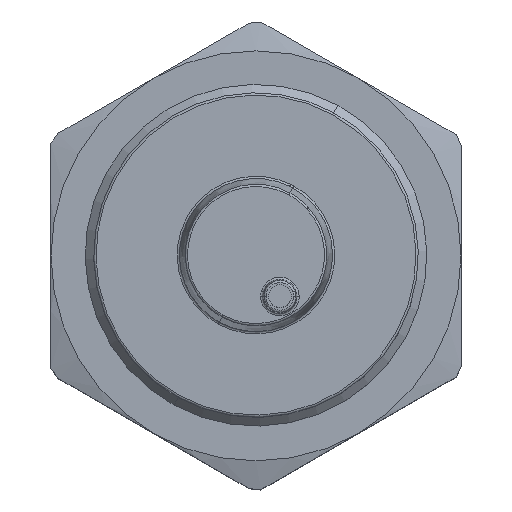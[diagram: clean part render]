
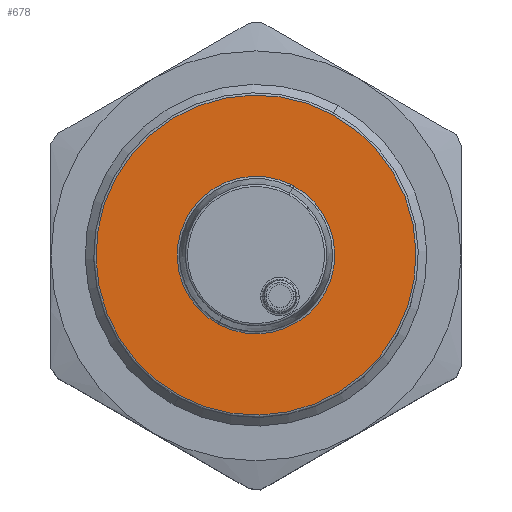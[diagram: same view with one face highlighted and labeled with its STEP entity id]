
A CAD part, top view. The second image highlights one B-rep face of the part: STEP entity #678.
In plain terms, the highlighted planar face has unit normal (0, 0, 1).
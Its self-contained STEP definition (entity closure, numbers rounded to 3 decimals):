
#678=ADVANCED_FACE('PartBody',(#1892,#1893),#1894,.F.);
#1892=FACE_OUTER_BOUND('',#3652,.T.);
#1893=FACE_BOUND('',#3653,.T.);
#1894=PLANE('',#3654);
#3652=EDGE_LOOP('',(#5574,#5575));
#3653=EDGE_LOOP('',(#5576,#5577,#5578));
#3654=AXIS2_PLACEMENT_3D('',#5579,#5580,#5581);
#5574=ORIENTED_EDGE('',*,*,#10911,.F.);
#5575=ORIENTED_EDGE('',*,*,#10912,.F.);
#5576=ORIENTED_EDGE('',*,*,#10904,.F.);
#5577=ORIENTED_EDGE('',*,*,#10800,.F.);
#5578=ORIENTED_EDGE('',*,*,#10909,.F.);
#5579=CARTESIAN_POINT('',(0.0,6.75,58.3));
#5580=DIRECTION('',(0.0,0.0,-1.0));
#5581=DIRECTION('',(0.0,-1.0,0.0));
#10800=EDGE_CURVE('',#12984,#12987,#12988,.F.);
#10904=EDGE_CURVE('',#12987,#13136,#13137,.F.);
#10909=EDGE_CURVE('',#13136,#12984,#13142,.F.);
#10911=EDGE_CURVE('',#13144,#13145,#13146,.T.);
#10912=EDGE_CURVE('',#13145,#13144,#13147,.T.);
#12984=VERTEX_POINT('',#16221);
#12987=VERTEX_POINT('',#16224);
#12988=CIRCLE('',#16225,6.918);
#13136=VERTEX_POINT('',#16428);
#13137=CIRCLE('',#16429,6.918);
#13142=CIRCLE('',#16434,6.918);
#13144=VERTEX_POINT('',#16436);
#13145=VERTEX_POINT('',#16437);
#13146=CIRCLE('',#16438,14.05);
#13147=CIRCLE('',#16439,14.05);
#16221=CARTESIAN_POINT('',(3.038,6.215,58.3));
#16224=CARTESIAN_POINT('',(-3.317,-6.071,58.3));
#16225=AXIS2_PLACEMENT_3D('',#22251,#22252,#22253);
#16428=CARTESIAN_POINT('',(3.317,6.071,58.3));
#16429=AXIS2_PLACEMENT_3D('',#22431,#22432,#22433);
#16434=AXIS2_PLACEMENT_3D('',#22440,#22441,#22442);
#16436=CARTESIAN_POINT('',(6.736,12.33,58.3));
#16437=CARTESIAN_POINT('',(-6.736,-12.33,58.3));
#16438=AXIS2_PLACEMENT_3D('',#22443,#22444,#22445);
#16439=AXIS2_PLACEMENT_3D('',#22446,#22447,#22448);
#22251=CARTESIAN_POINT('',(0.,0.,58.3));
#22252=DIRECTION('',(0.,0.,-1.0));
#22253=DIRECTION('',(1.0,0.,0.));
#22431=CARTESIAN_POINT('',(0.,0.,58.3));
#22432=DIRECTION('',(0.,0.,-1.0));
#22433=DIRECTION('',(1.0,0.,0.));
#22440=CARTESIAN_POINT('',(0.,0.,58.3));
#22441=DIRECTION('',(0.,0.,-1.0));
#22442=DIRECTION('',(1.0,0.,0.));
#22443=CARTESIAN_POINT('',(0.,0.,58.3));
#22444=DIRECTION('',(0.0,0.0,-1.0));
#22445=DIRECTION('',(1.0,0.0,0.0));
#22446=CARTESIAN_POINT('',(0.,0.,58.3));
#22447=DIRECTION('',(0.0,0.0,-1.0));
#22448=DIRECTION('',(1.0,0.0,0.0));
